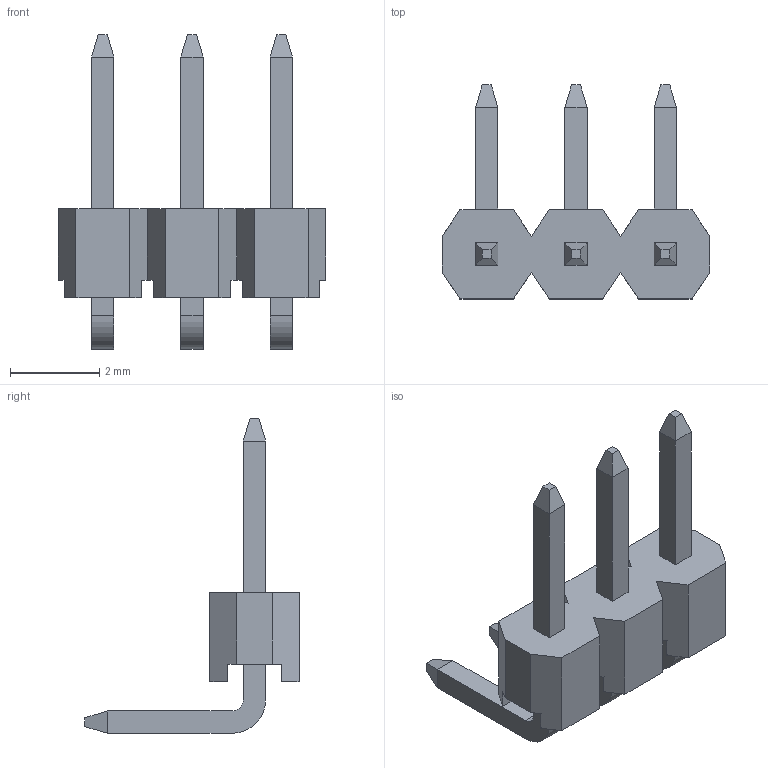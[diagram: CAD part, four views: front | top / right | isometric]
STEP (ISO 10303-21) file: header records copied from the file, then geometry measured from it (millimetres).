
FILE_DESCRIPTION(/* description */ (''),/* implementation_level */ '2;1');
FILE_NAME(/* name */ '314-011-003-xx.stp',/* time_stamp */ '2023-03-31T13:46:43+02:00',/* author */ ('Andreas.Larin'),/* organization */ (''),/* preprocessor_version */ 'ST-DEVELOPER v15.6',/* originating_system */ 'Autodesk Inventor 2015',/* authorisation */ '');
FILE_SCHEMA (('AUTOMOTIVE_DESIGN { 1 0 10303 214 3 1 1 }'));
Length unit declared in the file: centimetre
Products named in the file (1): 314-011-003-xx
Bounding box: 6 x 4.8 x 7.05 mm (x, y, z)
Volume: 24.5 mm3; surface area: 108.2 mm2
Topology: 1 solids, 1 shells, 100 faces, 252 edges, 160 vertices
Faces by surface type: plane 94, cylinder 6
Entity records: 2940 total; most frequent: CARTESIAN_POINT 513, ORIENTED_EDGE 504, DIRECTION 466, EDGE_CURVE 252, LINE 240, VECTOR 240, VERTEX_POINT 160, AXIS2_PLACEMENT_3D 113
